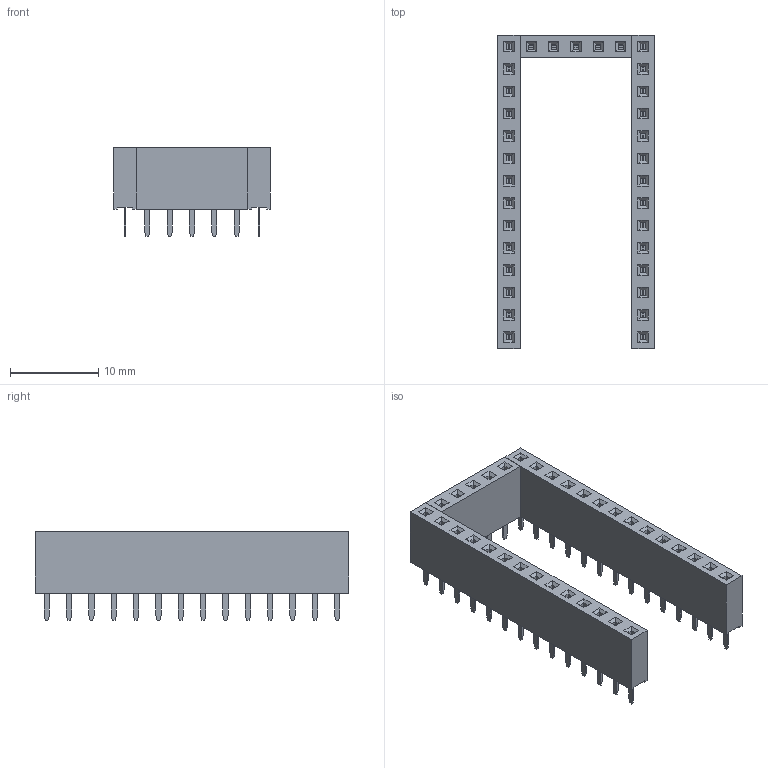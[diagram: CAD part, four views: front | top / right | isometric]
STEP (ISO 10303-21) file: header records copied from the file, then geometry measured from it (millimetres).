
FILE_DESCRIPTION(('FreeCAD Model'),'2;1');
FILE_NAME('teensy.step','2020-03-13T13:38:26',('Author'),(''), 'Open CASCADE STEP processor 7.3','FreeCAD','Unknown');
FILE_SCHEMA(('AUTOMOTIVE_DESIGN { 1 0 10303 214 1 1 1 1 }'));
Length unit declared in the file: millimetre
Products named in the file (3): PinSocket_1x14_P254mm_Vertical; PinSocket_1x14_P254mm_Vertical001; PinSocket_1x05_P254mm_Vertical
Bounding box: 17.78 x 35.56 x 10.1 mm (x, y, z)
Volume: 1401.6 mm3; surface area: 2417.7 mm2
Topology: 3 solids, 3 shells, 1053 faces, 2712 edges, 1764 vertices
Faces by surface type: plane 1053
Entity records: 73810 total; most frequent: CARTESIAN_POINT 10954, DIRECTION 10244, LINE 8136, VECTOR 8136, ORIENTED_EDGE 5424, PCURVE 5424, DEFINITIONAL_REPRESENTATION 5424, EDGE_CURVE 2712
